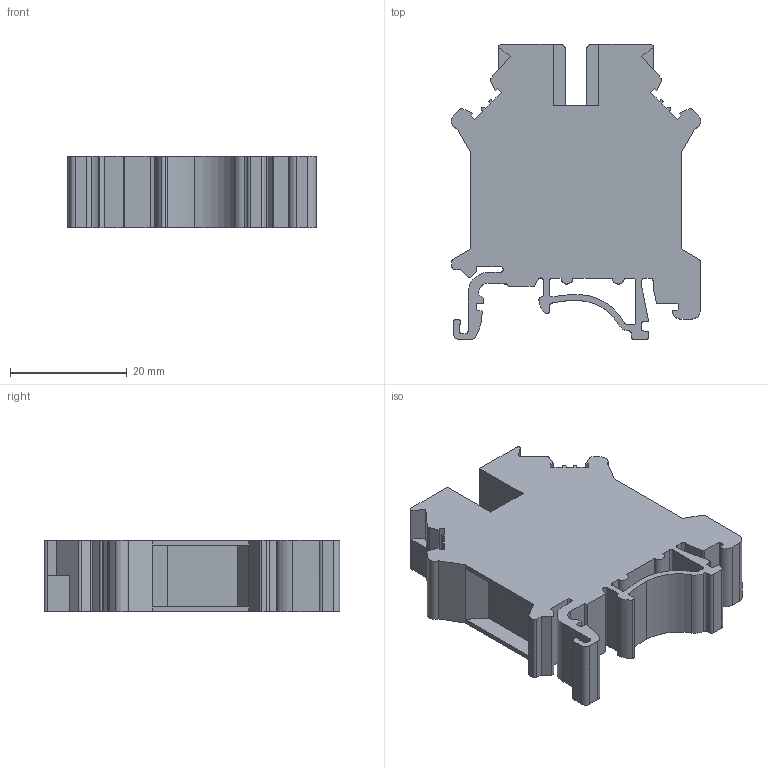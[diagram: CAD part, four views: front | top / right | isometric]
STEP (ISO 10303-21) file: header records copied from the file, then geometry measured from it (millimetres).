
FILE_DESCRIPTION((''),'2;1');
FILE_NAME('UKJ-16','2022-11-29T',('Administrator'),(''),'PRO/ENGINEER BY PARAMETRIC TECHNOLOGY CORPORATION, 2013230','PRO/ENGINEER BY PARAMETRIC TECHNOLOGY CORPORATION, 2013230','');
FILE_SCHEMA(('CONFIG_CONTROL_DESIGN'));
Length unit declared in the file: millimetre
Products named in the file (1): UKJ-16
Bounding box: 42.62 x 50.5 x 12.2 mm (x, y, z)
Volume: 16261.8 mm3; surface area: 7249.8 mm2
Topology: 1 solids, 1 shells, 179 faces, 542 edges, 367 vertices
Faces by surface type: plane 121, cylinder 56, extrusion 2
Entity records: 6173 total; most frequent: CARTESIAN_POINT 1108, ORIENTED_EDGE 1084, DIRECTION 1037, EDGE_CURVE 542, VECTOR 401, LINE 399, VERTEX_POINT 367, AXIS2_PLACEMENT_3D 318
